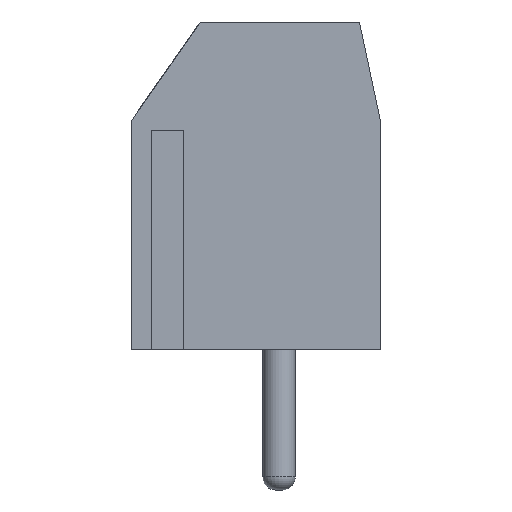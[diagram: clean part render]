
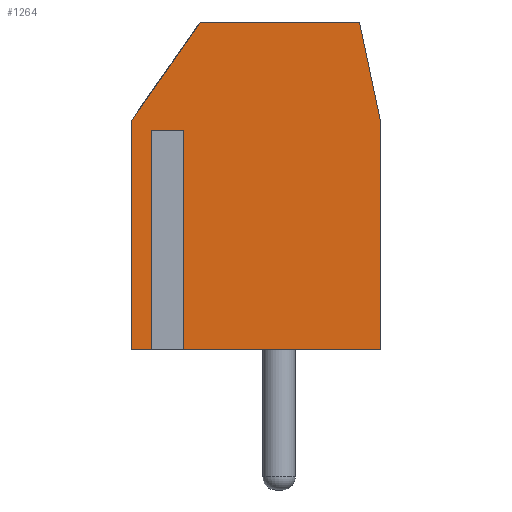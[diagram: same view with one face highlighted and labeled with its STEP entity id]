
A CAD part, left-side view. The second image highlights one B-rep face of the part: STEP entity #1264.
In plain terms, the highlighted planar face has unit normal (-1, 0, 0).
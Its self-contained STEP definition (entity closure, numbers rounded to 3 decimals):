
#1264=ADVANCED_FACE('',(#3835),#3837,.T.);
#3835=FACE_BOUND('',#3836,.T.);
#3836=EDGE_LOOP('',(#5957,#5958,#5959,#5960,#5961,#5962,#5963,#5964,#5965,#5966));
#3837=PLANE('',#3838);
#3838=AXIS2_PLACEMENT_3D('',#3839,#3840,#3841);
#3839=CARTESIAN_POINT('',(-2.5,0.,0.));
#3840=DIRECTION('',(-1.,0.,0.));
#3841=DIRECTION('',(0.,0.,-1.));
#5957=ORIENTED_EDGE('',*,*,#7302,.F.);
#5958=ORIENTED_EDGE('',*,*,#7303,.F.);
#5959=ORIENTED_EDGE('',*,*,#7304,.F.);
#5960=ORIENTED_EDGE('',*,*,#7305,.T.);
#5961=ORIENTED_EDGE('',*,*,#7306,.T.);
#5962=ORIENTED_EDGE('',*,*,#7307,.T.);
#5963=ORIENTED_EDGE('',*,*,#7169,.T.);
#5964=ORIENTED_EDGE('',*,*,#7291,.T.);
#5965=ORIENTED_EDGE('',*,*,#7308,.T.);
#5966=ORIENTED_EDGE('',*,*,#7309,.T.);
#7169=EDGE_CURVE('',#7878,#7876,#7879,.T.);
#7291=EDGE_CURVE('',#7876,#8086,#8088,.T.);
#7302=EDGE_CURVE('',#8109,#8110,#8111,.T.);
#7303=EDGE_CURVE('',#8112,#8109,#8113,.F.);
#7304=EDGE_CURVE('',#8114,#8112,#8115,.T.);
#7305=EDGE_CURVE('',#8114,#8116,#8117,.T.);
#7306=EDGE_CURVE('',#8116,#8118,#8119,.T.);
#7307=EDGE_CURVE('',#8118,#7878,#8120,.T.);
#7308=EDGE_CURVE('',#8086,#8121,#8122,.T.);
#7309=EDGE_CURVE('',#8121,#8110,#8123,.T.);
#7876=VERTEX_POINT('',#9072);
#7878=VERTEX_POINT('',#9076);
#7879=LINE('',#9077,#9078);
#8086=VERTEX_POINT('',#9536);
#8088=LINE('',#9540,#9541);
#8109=VERTEX_POINT('',#9623);
#8110=VERTEX_POINT('',#9624);
#8111=LINE('',#9625,#9626);
#8112=VERTEX_POINT('',#9628);
#8113=LINE('',#9629,#9630);
#8114=VERTEX_POINT('',#9632);
#8115=LINE('',#9633,#9634);
#8116=VERTEX_POINT('',#9636);
#8117=LINE('',#9637,#9638);
#8118=VERTEX_POINT('',#9640);
#8119=LINE('',#9641,#9642);
#8120=LINE('',#9644,#9645);
#8121=VERTEX_POINT('',#9647);
#8122=LINE('',#9648,#9649);
#8123=LINE('',#9651,#9652);
#9072=CARTESIAN_POINT('',(-2.5,2.399,10.));
#9076=CARTESIAN_POINT('',(-2.5,-2.462,10.));
#9077=CARTESIAN_POINT('',(-2.5,-2.462,10.));
#9078=VECTOR('',#9079,1.);
#9079=DIRECTION('',(0.,1.,0.));
#9536=CARTESIAN_POINT('',(-2.5,4.5,7.));
#9540=CARTESIAN_POINT('',(-2.5,2.399,10.));
#9541=VECTOR('',#9542,1.);
#9542=DIRECTION('',(0.,0.574,-0.819));
#9623=CARTESIAN_POINT('',(-2.5,3.739,6.7));
#9624=CARTESIAN_POINT('',(-2.5,3.739,0.));
#9625=CARTESIAN_POINT('',(-2.5,3.739,6.7));
#9626=VECTOR('',#9627,1.);
#9627=DIRECTION('',(0.,0.,-1.));
#9628=CARTESIAN_POINT('',(-2.5,3.061,6.7));
#9629=CARTESIAN_POINT('',(-2.5,3.739,6.7));
#9630=VECTOR('',#9631,1.);
#9631=DIRECTION('',(0.,-1.,0.));
#9632=CARTESIAN_POINT('',(-2.5,3.061,0.));
#9633=CARTESIAN_POINT('',(-2.5,3.061,0.));
#9634=VECTOR('',#9635,1.);
#9635=DIRECTION('',(0.,0.,1.));
#9636=CARTESIAN_POINT('',(-2.5,-3.1,0.));
#9637=CARTESIAN_POINT('',(-2.5,3.061,0.));
#9638=VECTOR('',#9639,1.);
#9639=DIRECTION('',(0.,-1.,0.));
#9640=CARTESIAN_POINT('',(-2.5,-3.1,7.));
#9641=CARTESIAN_POINT('',(-2.5,-3.1,0.));
#9642=VECTOR('',#9643,1.);
#9643=DIRECTION('',(0.,0.,1.));
#9644=CARTESIAN_POINT('',(-2.5,-3.1,7.));
#9645=VECTOR('',#9646,1.);
#9646=DIRECTION('',(0.,0.208,0.978));
#9647=CARTESIAN_POINT('',(-2.5,4.5,0.));
#9648=CARTESIAN_POINT('',(-2.5,4.5,7.));
#9649=VECTOR('',#9650,1.);
#9650=DIRECTION('',(0.,0.,-1.));
#9651=CARTESIAN_POINT('',(-2.5,4.5,0.));
#9652=VECTOR('',#9653,1.);
#9653=DIRECTION('',(0.,-1.,0.));
